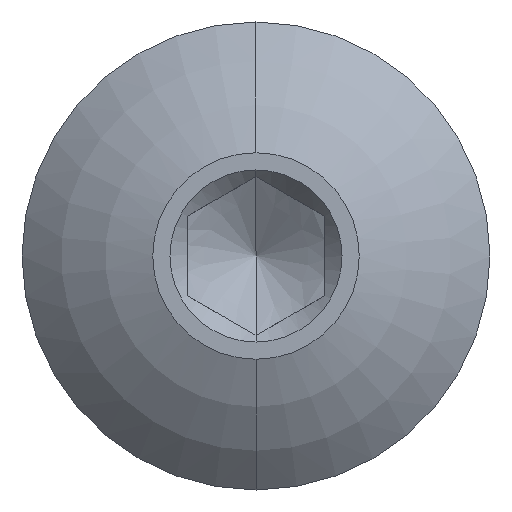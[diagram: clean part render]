
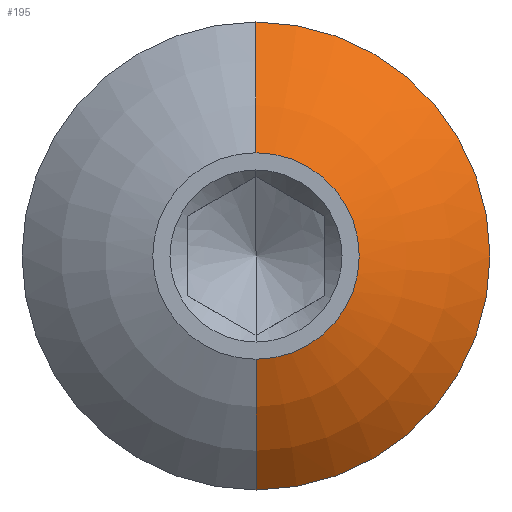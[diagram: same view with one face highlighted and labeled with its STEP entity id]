
A CAD part, left-side view. The second image highlights one B-rep face of the part: STEP entity #195.
In plain terms, the highlighted toroidal (fillet/blend) face has major radius 0.152 mm and minor radius 5 mm.
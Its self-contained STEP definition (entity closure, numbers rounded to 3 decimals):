
#8 = EDGE_CURVE ( 'NONE', #437, #395, #343, .T. ) ;
#13 = CARTESIAN_POINT ( 'NONE',  ( -7.7, 0., 1.5 ) ) ;
#58 = ORIENTED_EDGE ( 'NONE', *, *, #515, .F. ) ;
#83 = AXIS2_PLACEMENT_3D ( 'NONE', #681, #615, #513 ) ;
#90 = EDGE_CURVE ( 'NONE', #653, #116, #620, .T. ) ;
#116 = VERTEX_POINT ( 'NONE', #263 ) ;
#117 = CARTESIAN_POINT ( 'NONE',  ( -2.981, 0., 0. ) ) ;
#175 = ORIENTED_EDGE ( 'NONE', *, *, #8, .T. ) ;
#191 = DIRECTION ( 'NONE',  ( 0., -1., 0. ) ) ;
#195 = ADVANCED_FACE ( 'NONE', ( #350 ), #411, .T. ) ;
#201 = CARTESIAN_POINT ( 'NONE',  ( -2.981, 0., -0.152 ) ) ;
#220 = CARTESIAN_POINT ( 'NONE',  ( -7.7, 0., 0. ) ) ;
#231 = DIRECTION ( 'NONE',  ( 0., 0., -1. ) ) ;
#234 = AXIS2_PLACEMENT_3D ( 'NONE', #298, #191, #302 ) ;
#243 = EDGE_CURVE ( 'NONE', #653, #437, #280, .T. ) ;
#245 = ORIENTED_EDGE ( 'NONE', *, *, #243, .T. ) ;
#249 = AXIS2_PLACEMENT_3D ( 'NONE', #117, #270, #531 ) ;
#263 = CARTESIAN_POINT ( 'NONE',  ( -6.5, 0., 3.4 ) ) ;
#270 = DIRECTION ( 'NONE',  ( 1., 0., 0. ) ) ;
#280 = CIRCLE ( 'NONE', #635, 1.5 ) ;
#284 = DIRECTION ( 'NONE',  ( 1., 0., 0. ) ) ;
#298 = CARTESIAN_POINT ( 'NONE',  ( -2.981, 0., 0.152 ) ) ;
#302 = DIRECTION ( 'NONE',  ( 0., 0., -1. ) ) ;
#343 = CIRCLE ( 'NONE', #234, 5. ) ;
#350 = FACE_OUTER_BOUND ( 'NONE', #502, .T. ) ;
#395 = VERTEX_POINT ( 'NONE', #447 ) ;
#411 = TOROIDAL_SURFACE ( 'NONE', #249, -0.152, 5. ) ;
#437 = VERTEX_POINT ( 'NONE', #498 ) ;
#447 = CARTESIAN_POINT ( 'NONE',  ( -6.5, 0., -3.4 ) ) ;
#460 = DIRECTION ( 'NONE',  ( 0., 0., 1. ) ) ;
#498 = CARTESIAN_POINT ( 'NONE',  ( -7.7, 0., -1.5 ) ) ;
#502 = EDGE_LOOP ( 'NONE', ( #538, #245, #175, #58 ) ) ;
#513 = DIRECTION ( 'NONE',  ( 0., 0., -1. ) ) ;
#515 = EDGE_CURVE ( 'NONE', #116, #395, #639, .T. ) ;
#516 = DIRECTION ( 'NONE',  ( 0., 1., 0. ) ) ;
#531 = DIRECTION ( 'NONE',  ( 0., 0., -1. ) ) ;
#538 = ORIENTED_EDGE ( 'NONE', *, *, #90, .F. ) ;
#594 = AXIS2_PLACEMENT_3D ( 'NONE', #201, #516, #460 ) ;
#615 = DIRECTION ( 'NONE',  ( 1., 0., 0. ) ) ;
#620 = CIRCLE ( 'NONE', #594, 5. ) ;
#635 = AXIS2_PLACEMENT_3D ( 'NONE', #220, #284, #231 ) ;
#639 = CIRCLE ( 'NONE', #83, 3.4 ) ;
#653 = VERTEX_POINT ( 'NONE', #13 ) ;
#681 = CARTESIAN_POINT ( 'NONE',  ( -6.5, 0., 0. ) ) ;
